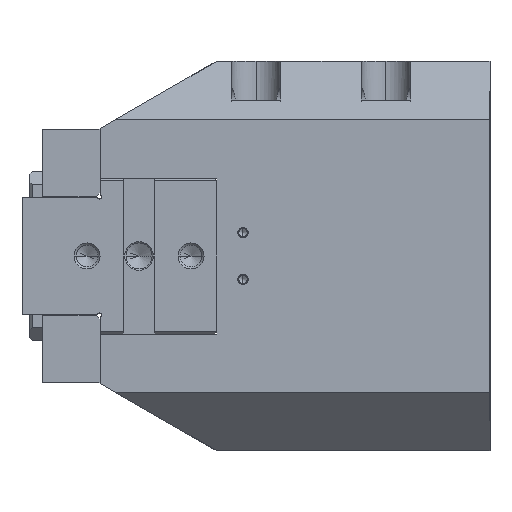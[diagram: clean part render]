
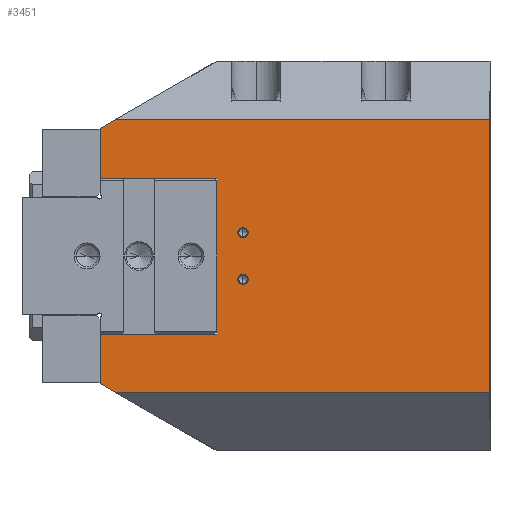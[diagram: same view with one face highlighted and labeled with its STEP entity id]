
A CAD part, left-side view. The second image highlights one B-rep face of the part: STEP entity #3451.
In plain terms, the highlighted planar face has unit normal (-1, 0, 0).
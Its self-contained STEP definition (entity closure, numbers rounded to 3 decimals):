
#2377 = VERTEX_POINT( '', #6747 );
#2549 = VERTEX_POINT( '', #6942 );
#2813 = EDGE_CURVE( '', #3763, #4441, #7231, .T. );
#2817 = EDGE_CURVE( '', #6531, #2973, #7236, .T. );
#2973 = VERTEX_POINT( '', #7408 );
#3169 = EDGE_CURVE( '', #3763, #2549, #7632, .T. );
#3293 = EDGE_CURVE( '', #5729, #4197, #7776, .T. );
#3365 = VERTEX_POINT( '', #7856 );
#3401 = EDGE_CURVE( '', #6531, #4197, #7897, .T. );
#3451 = ADVANCED_FACE( '', ( #7951, #7952, #7953 ), #7954, .F. );
#3667 = EDGE_CURVE( '', #2377, #4361, #8195, .T. );
#3745 = EDGE_CURVE( '', #5115, #2973, #8279, .T. );
#3763 = VERTEX_POINT( '', #8298 );
#4197 = VERTEX_POINT( '', #8776 );
#4317 = EDGE_CURVE( '', #4433, #3365, #8907, .T. );
#4361 = VERTEX_POINT( '', #8955 );
#4391 = EDGE_CURVE( '', #5115, #2377, #8986, .T. );
#4433 = VERTEX_POINT( '', #9030 );
#4441 = VERTEX_POINT( '', #9039 );
#5057 = EDGE_CURVE( '', #5653, #6037, #9717, .T. );
#5115 = VERTEX_POINT( '', #9779 );
#5255 = EDGE_CURVE( '', #5729, #2549, #9931, .T. );
#5653 = VERTEX_POINT( '', #10375 );
#5729 = VERTEX_POINT( '', #10459 );
#5951 = EDGE_CURVE( '', #3365, #4433, #10707, .T. );
#6017 = EDGE_CURVE( '', #6037, #5653, #10776, .T. );
#6037 = VERTEX_POINT( '', #10799 );
#6095 = EDGE_CURVE( '', #4361, #4441, #10859, .T. );
#6531 = VERTEX_POINT( '', #11343 );
#6747 = CARTESIAN_POINT( '', ( -112.5, 105., -30. ) );
#6942 = CARTESIAN_POINT( '', ( -112.5, 143.938, 52.5 ) );
#7231 = LINE( '', #12536, #12537 );
#7236 = LINE( '', #12543, #12544 );
#7408 = CARTESIAN_POINT( '', ( -112.5, 149.99, -49.006 ) );
#7632 = LINE( '', #13236, #13237 );
#7776 = LINE( '', #13481, #13482 );
#7856 = CARTESIAN_POINT( '', ( -112.5, 95., 11. ) );
#7897 = LINE( '', #13666, #13667 );
#7951 = FACE_OUTER_BOUND( '', #13739, .T. );
#7952 = FACE_BOUND( '', #13740, .T. );
#7953 = FACE_BOUND( '', #13741, .T. );
#7954 = PLANE( '', #13742 );
#8195 = LINE( '', #14173, #14174 );
#8279 = LINE( '', #14300, #14301 );
#8298 = CARTESIAN_POINT( '', ( -112.5, 149.99, 49.006 ) );
#8776 = CARTESIAN_POINT( '', ( -112.5, 0., -52.5 ) );
#8907 = CIRCLE( '', #15420, 2. );
#8955 = CARTESIAN_POINT( '', ( -112.5, 105., 30. ) );
#8986 = LINE( '', #15555, #15556 );
#9030 = CARTESIAN_POINT( '', ( -112.5, 95., 7. ) );
#9039 = CARTESIAN_POINT( '', ( -112.5, 149.99, 30. ) );
#9717 = CIRCLE( '', #16807, 2. );
#9779 = CARTESIAN_POINT( '', ( -112.5, 149.99, -30. ) );
#9931 = LINE( '', #17155, #17156 );
#10375 = CARTESIAN_POINT( '', ( -112.5, 95., -11. ) );
#10459 = CARTESIAN_POINT( '', ( -112.5, 0., 52.5 ) );
#10707 = CIRCLE( '', #18348, 2. );
#10776 = CIRCLE( '', #18513, 2. );
#10799 = CARTESIAN_POINT( '', ( -112.5, 95., -7. ) );
#10859 = LINE( '', #18627, #18628 );
#11343 = CARTESIAN_POINT( '', ( -112.5, 143.938, -52.5 ) );
#12536 = CARTESIAN_POINT( '', ( -112.5, 149.99, 0. ) );
#12537 = VECTOR( '', #20155, 1. );
#12543 = CARTESIAN_POINT( '', ( -112.5, 104.967, -75. ) );
#12544 = VECTOR( '', #20164, 1. );
#13236 = CARTESIAN_POINT( '', ( -112.5, 150., 49. ) );
#13237 = VECTOR( '', #20640, 1. );
#13481 = CARTESIAN_POINT( '', ( -112.5, 0., 75. ) );
#13482 = VECTOR( '', #20859, 1. );
#13666 = CARTESIAN_POINT( '', ( -112.5, 0., -52.5 ) );
#13667 = VECTOR( '', #20994, 1. );
#13739 = EDGE_LOOP( '', ( #21053, #21054, #21055, #21056, #21057, #21058, #21059, #21060, #21061, #21062 ) );
#13740 = EDGE_LOOP( '', ( #21063, #21064 ) );
#13741 = EDGE_LOOP( '', ( #21065, #21066 ) );
#13742 = AXIS2_PLACEMENT_3D( '', #21067, #21068, #21069 );
#14173 = CARTESIAN_POINT( '', ( -112.5, 105., -30. ) );
#14174 = VECTOR( '', #21368, 1. );
#14300 = CARTESIAN_POINT( '', ( -112.5, 149.99, 0. ) );
#14301 = VECTOR( '', #21444, 1. );
#15420 = AXIS2_PLACEMENT_3D( '', #22119, #22120, #22121 );
#15555 = CARTESIAN_POINT( '', ( -112.5, 150., -30. ) );
#15556 = VECTOR( '', #22211, 1. );
#16807 = AXIS2_PLACEMENT_3D( '', #22919, #22920, #22921 );
#17155 = CARTESIAN_POINT( '', ( -112.5, 0., 52.5 ) );
#17156 = VECTOR( '', #23126, 1. );
#18348 = AXIS2_PLACEMENT_3D( '', #24036, #24037, #24038 );
#18513 = AXIS2_PLACEMENT_3D( '', #24085, #24086, #24087 );
#18627 = CARTESIAN_POINT( '', ( -112.5, 105., 30. ) );
#18628 = VECTOR( '', #24158, 1. );
#20155 = DIRECTION( '', ( 0., 0., -1. ) );
#20164 = DIRECTION( '', ( 0., 0.866, 0.5 ) );
#20640 = DIRECTION( '', ( 0., -0.866, 0.5 ) );
#20859 = DIRECTION( '', ( 0., 0., -1. ) );
#20994 = DIRECTION( '', ( 0., -1., 0. ) );
#21053 = ORIENTED_EDGE( '', *, *, #3745, .T. );
#21054 = ORIENTED_EDGE( '', *, *, #2817, .F. );
#21055 = ORIENTED_EDGE( '', *, *, #3401, .T. );
#21056 = ORIENTED_EDGE( '', *, *, #3293, .F. );
#21057 = ORIENTED_EDGE( '', *, *, #5255, .T. );
#21058 = ORIENTED_EDGE( '', *, *, #3169, .F. );
#21059 = ORIENTED_EDGE( '', *, *, #2813, .T. );
#21060 = ORIENTED_EDGE( '', *, *, #6095, .F. );
#21061 = ORIENTED_EDGE( '', *, *, #3667, .F. );
#21062 = ORIENTED_EDGE( '', *, *, #4391, .F. );
#21063 = ORIENTED_EDGE( '', *, *, #5057, .T. );
#21064 = ORIENTED_EDGE( '', *, *, #6017, .T. );
#21065 = ORIENTED_EDGE( '', *, *, #4317, .T. );
#21066 = ORIENTED_EDGE( '', *, *, #5951, .T. );
#21067 = CARTESIAN_POINT( '', ( -112.5, 0., 0. ) );
#21068 = DIRECTION( '', ( 1., 0., 0. ) );
#21069 = DIRECTION( '', ( 0., 0., -1. ) );
#21368 = DIRECTION( '', ( 0., 0., 1. ) );
#21444 = DIRECTION( '', ( 0., 0., -1. ) );
#22119 = CARTESIAN_POINT( '', ( -112.5, 95., 9. ) );
#22120 = DIRECTION( '', ( 1., 0., 0. ) );
#22121 = DIRECTION( '', ( 0., 0., -1. ) );
#22211 = DIRECTION( '', ( 0., -1., 0. ) );
#22919 = CARTESIAN_POINT( '', ( -112.5, 95., -9. ) );
#22920 = DIRECTION( '', ( 1., 0., 0. ) );
#22921 = DIRECTION( '', ( 0., 0., -1. ) );
#23126 = DIRECTION( '', ( 0., 1., 0. ) );
#24036 = CARTESIAN_POINT( '', ( -112.5, 95., 9. ) );
#24037 = DIRECTION( '', ( 1., 0., 0. ) );
#24038 = DIRECTION( '', ( 0., 0., -1. ) );
#24085 = CARTESIAN_POINT( '', ( -112.5, 95., -9. ) );
#24086 = DIRECTION( '', ( 1., 0., 0. ) );
#24087 = DIRECTION( '', ( 0., 0., -1. ) );
#24158 = DIRECTION( '', ( 0., 1., 0. ) );
